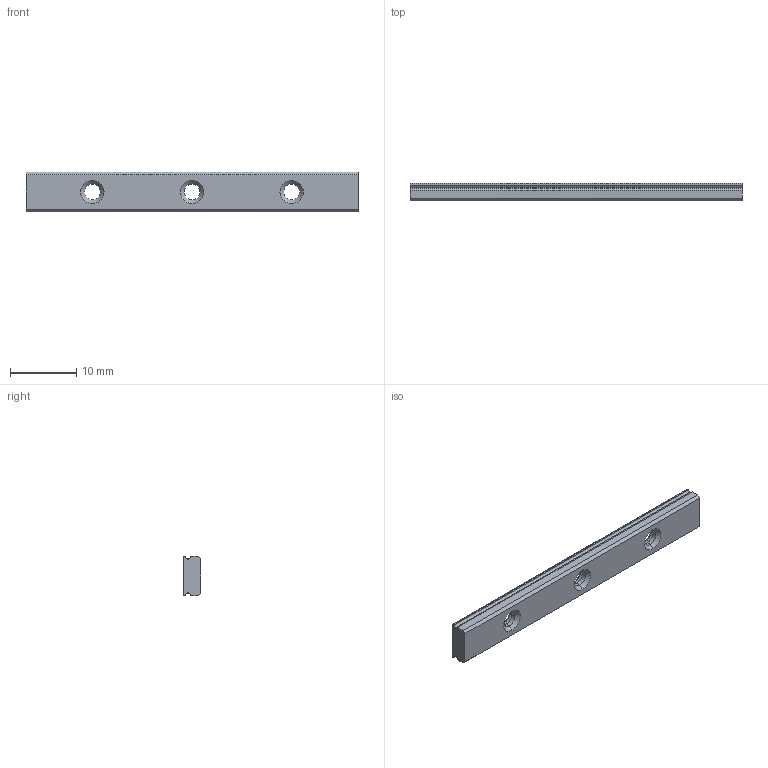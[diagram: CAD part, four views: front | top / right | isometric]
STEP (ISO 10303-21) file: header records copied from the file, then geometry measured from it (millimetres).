
FILE_DESCRIPTION (( 'STEP AP203' ), '1' );
FILE_NAME ('3WN-rail.STEP', '2009-08-20T08:26:58', ( 'cpc' ), ( '' ), 'SwSTEP 2.0', 'SolidWorks 2007', '' );
FILE_SCHEMA (( 'CONFIG_CONTROL_DESIGN' ));
Length unit declared in the file: millimetre
Products named in the file (1): 3WN-rail
Bounding box: 50 x 2.7 x 6 mm (x, y, z)
Volume: 690.7 mm3; surface area: 979.7 mm2
Topology: 1 solids, 1 shells, 46 faces, 111 edges, 70 vertices
Faces by surface type: cylinder 21, plane 13, cone 12
Entity records: 1442 total; most frequent: DIRECTION 259, CARTESIAN_POINT 228, ORIENTED_EDGE 222, EDGE_CURVE 111, AXIS2_PLACEMENT_3D 101, VERTEX_POINT 70, VECTOR 57, LINE 57
